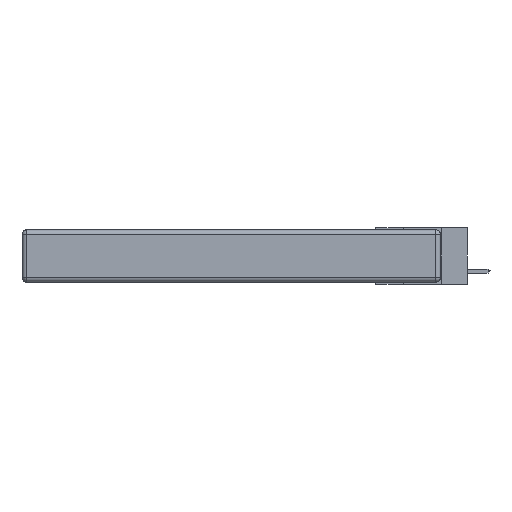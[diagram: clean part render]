
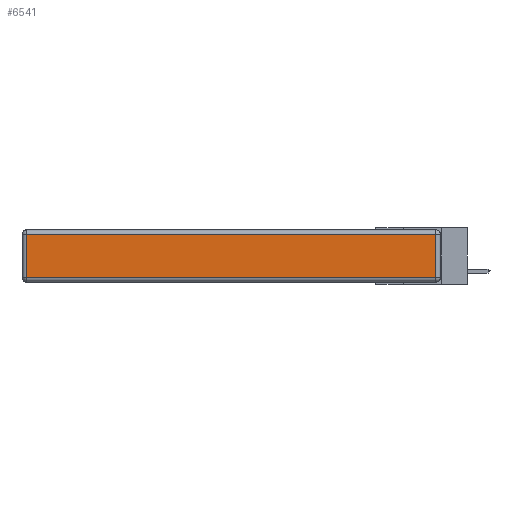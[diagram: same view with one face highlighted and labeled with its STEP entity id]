
A CAD part, left-side view. The second image highlights one B-rep face of the part: STEP entity #6541.
In plain terms, the highlighted planar face has unit normal (-1, 0, 0).
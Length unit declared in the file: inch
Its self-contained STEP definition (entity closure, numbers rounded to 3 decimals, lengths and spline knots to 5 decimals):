
#1144 = LINE ( 'NONE', #24476, #17034 ) ;
#2495 = CARTESIAN_POINT ( 'NONE',  ( 0., 2.72, -0.313 ) ) ;
#2996 = EDGE_CURVE ( 'NONE', #5602, #16503, #1144, .T. ) ;
#3020 = LINE ( 'NONE', #24454, #3657 ) ;
#3226 = CARTESIAN_POINT ( 'NONE',  ( 0., 0., -0.313 ) ) ;
#3657 = VECTOR ( 'NONE', #9359, 39.37008 ) ;
#3938 = LINE ( 'NONE', #16717, #4621 ) ;
#4478 = CARTESIAN_POINT ( 'NONE',  ( 0., 0., -0.343 ) ) ;
#4575 = PLANE ( 'NONE',  #10039 ) ;
#4621 = VECTOR ( 'NONE', #27571, 39.37008 ) ;
#5602 = VERTEX_POINT ( 'NONE', #24247 ) ;
#6541 = ADVANCED_FACE ( 'NONE', ( #16530 ), #4575, .T. ) ;
#6920 = DIRECTION ( 'NONE',  ( 0., 1., 0. ) ) ;
#7663 = EDGE_CURVE ( 'NONE', #18794, #5602, #3938, .T. ) ;
#7730 = LINE ( 'NONE', #3226, #16507 ) ;
#9359 = DIRECTION ( 'NONE',  ( 0., 0., -1. ) ) ;
#9836 = EDGE_LOOP ( 'NONE', ( #15864, #26662, #14016, #23761 ) ) ;
#10039 = AXIS2_PLACEMENT_3D ( 'NONE', #4478, #21761, #13171 ) ;
#13171 = DIRECTION ( 'NONE',  ( 0., 0., 1. ) ) ;
#14016 = ORIENTED_EDGE ( 'NONE', *, *, #2996, .T. ) ;
#15864 = ORIENTED_EDGE ( 'NONE', *, *, #20068, .T. ) ;
#16503 = VERTEX_POINT ( 'NONE', #17993 ) ;
#16507 = VECTOR ( 'NONE', #22626, 39.37008 ) ;
#16530 = FACE_OUTER_BOUND ( 'NONE', #9836, .T. ) ;
#16717 = CARTESIAN_POINT ( 'NONE',  ( 0., 0.03, -0.343 ) ) ;
#17034 = VECTOR ( 'NONE', #6920, 39.37008 ) ;
#17993 = CARTESIAN_POINT ( 'NONE',  ( 0., 2.72, -0.03 ) ) ;
#18794 = VERTEX_POINT ( 'NONE', #19433 ) ;
#19433 = CARTESIAN_POINT ( 'NONE',  ( 0., 0.03, -0.313 ) ) ;
#20068 = EDGE_CURVE ( 'NONE', #24395, #18794, #7730, .T. ) ;
#21057 = EDGE_CURVE ( 'NONE', #16503, #24395, #3020, .T. ) ;
#21761 = DIRECTION ( 'NONE',  ( -1., 0., 0. ) ) ;
#22626 = DIRECTION ( 'NONE',  ( 0., -1., 0. ) ) ;
#23761 = ORIENTED_EDGE ( 'NONE', *, *, #21057, .T. ) ;
#24247 = CARTESIAN_POINT ( 'NONE',  ( 0., 0.03, -0.03 ) ) ;
#24395 = VERTEX_POINT ( 'NONE', #2495 ) ;
#24454 = CARTESIAN_POINT ( 'NONE',  ( 0., 2.72, -0.343 ) ) ;
#24476 = CARTESIAN_POINT ( 'NONE',  ( 0., 2.75, -0.03 ) ) ;
#26662 = ORIENTED_EDGE ( 'NONE', *, *, #7663, .T. ) ;
#27571 = DIRECTION ( 'NONE',  ( 0., 0., 1. ) ) ;
